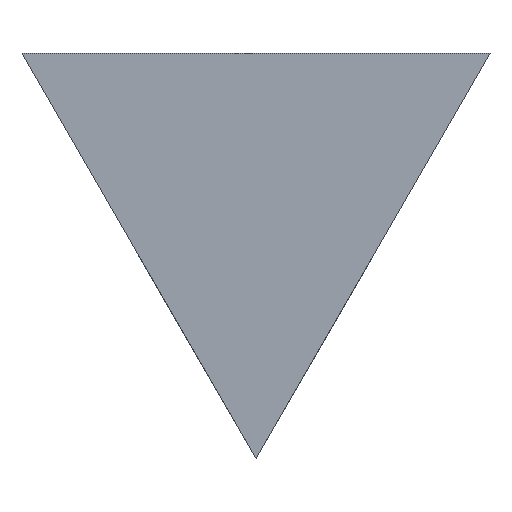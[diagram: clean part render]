
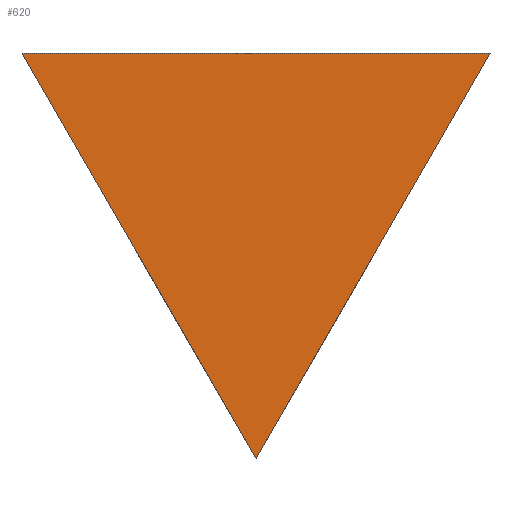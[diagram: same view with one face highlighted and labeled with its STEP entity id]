
A CAD part, front view. The second image highlights one B-rep face of the part: STEP entity #620.
In plain terms, the highlighted planar face has unit normal (0, -1, 0).
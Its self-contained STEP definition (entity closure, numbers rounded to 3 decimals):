
#43 = LINE ( 'NONE', #371, #91 ) ;
#59 = PLANE ( 'NONE',  #389 ) ;
#91 = VECTOR ( 'NONE', #295, 1000. ) ;
#154 = DIRECTION ( 'NONE',  ( -0.5, 0., -0.866 ) ) ;
#178 = CARTESIAN_POINT ( 'NONE',  ( 0., 0., -54.127 ) ) ;
#185 = FACE_OUTER_BOUND ( 'NONE', #635, .T. ) ;
#186 = EDGE_CURVE ( 'NONE', #700, #805, #43, .T. ) ;
#234 = ORIENTED_EDGE ( 'NONE', *, *, #186, .F. ) ;
#289 = DIRECTION ( 'NONE',  ( 0., 0., 1. ) ) ;
#295 = DIRECTION ( 'NONE',  ( -0.5, 0., 0.866 ) ) ;
#296 = VECTOR ( 'NONE', #642, 1000. ) ;
#331 = CARTESIAN_POINT ( 'NONE',  ( 62.5, 0., 54.127 ) ) ;
#336 = VECTOR ( 'NONE', #154, 1000. ) ;
#371 = CARTESIAN_POINT ( 'NONE',  ( 0., 0., -54.127 ) ) ;
#378 = DIRECTION ( 'NONE',  ( 0., 1., 0. ) ) ;
#389 = AXIS2_PLACEMENT_3D ( 'NONE', #712, #378, #289 ) ;
#454 = VERTEX_POINT ( 'NONE', #331 ) ;
#490 = EDGE_CURVE ( 'NONE', #454, #700, #553, .T. ) ;
#553 = LINE ( 'NONE', #610, #336 ) ;
#568 = ORIENTED_EDGE ( 'NONE', *, *, #660, .F. ) ;
#610 = CARTESIAN_POINT ( 'NONE',  ( 62.5, 0., 54.127 ) ) ;
#620 = ADVANCED_FACE ( 'NONE', ( #185 ), #59, .F. ) ;
#635 = EDGE_LOOP ( 'NONE', ( #234, #777, #568 ) ) ;
#642 = DIRECTION ( 'NONE',  ( 1., 0., 0. ) ) ;
#660 = EDGE_CURVE ( 'NONE', #805, #454, #809, .T. ) ;
#700 = VERTEX_POINT ( 'NONE', #178 ) ;
#712 = CARTESIAN_POINT ( 'NONE',  ( 0., 0., 0. ) ) ;
#754 = CARTESIAN_POINT ( 'NONE',  ( -62.5, 0., 54.127 ) ) ;
#777 = ORIENTED_EDGE ( 'NONE', *, *, #490, .F. ) ;
#788 = CARTESIAN_POINT ( 'NONE',  ( -62.5, 0., 54.127 ) ) ;
#805 = VERTEX_POINT ( 'NONE', #788 ) ;
#809 = LINE ( 'NONE', #754, #296 ) ;
